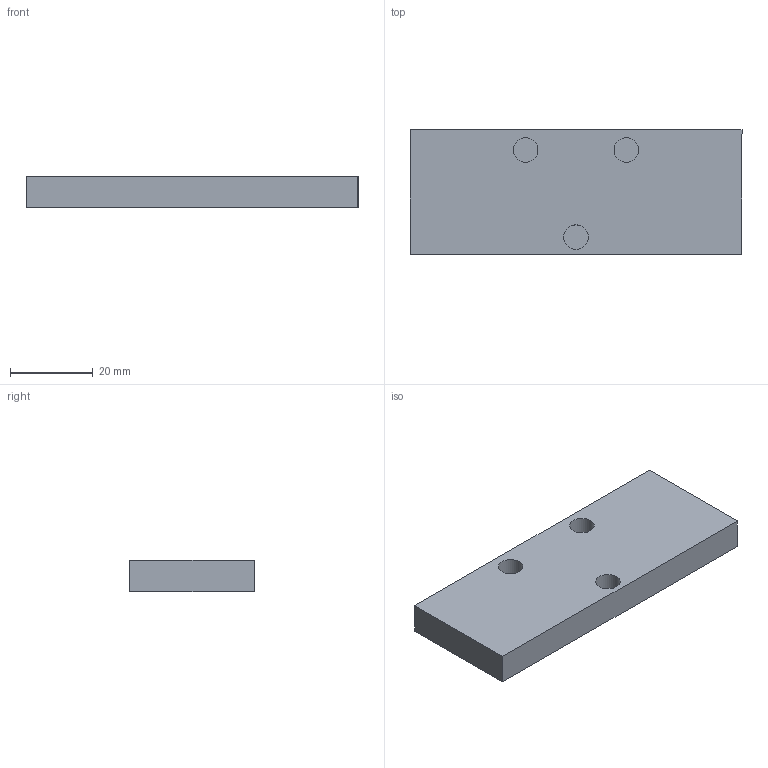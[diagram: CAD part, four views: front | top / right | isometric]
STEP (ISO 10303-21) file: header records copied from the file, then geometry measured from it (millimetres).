
FILE_DESCRIPTION(/* description */ (''),/* implementation_level */ '2;1');
FILE_NAME(/* name */ '00_cellSTORM_v5_chiptray_slidesize.ipt.step',/* time_stamp */ '2022-11-29T07:37:37+01:00',/* author */ ('diederichbenedict'),/* organization */ (''),/* preprocessor_version */ 'ST-DEVELOPER v18.1',/* originating_system */ 'Autodesk Inventor 2022',/* authorisation */ '');
FILE_SCHEMA (('AUTOMOTIVE_DESIGN { 1 0 10303 214 3 1 1 }'));
Length unit declared in the file: millimetre
Products named in the file (1): 00_cellSTORM_v5_chiptray_slidesize
Bounding box: 80 x 30 x 7.5 mm (x, y, z)
Volume: 13686.7 mm3; surface area: 6775.9 mm2
Topology: 1 solids, 1 shells, 16 faces, 33 edges, 22 vertices
Faces by surface type: plane 13, cylinder 3
Full cylindrical faces by diameter (mm): 5.9 x3
Entity records: 464 total; most frequent: DIRECTION 73, CARTESIAN_POINT 72, ORIENTED_EDGE 66, EDGE_CURVE 33, LINE 27, VECTOR 27, AXIS2_PLACEMENT_3D 23, VERTEX_POINT 22
